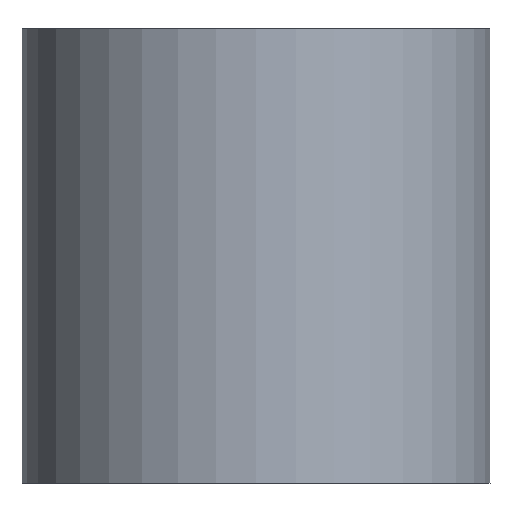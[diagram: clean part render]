
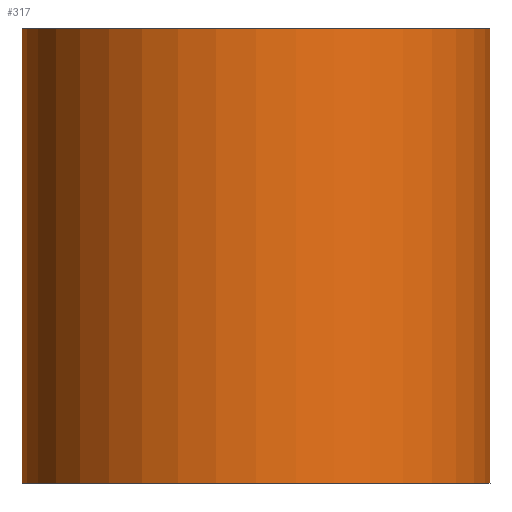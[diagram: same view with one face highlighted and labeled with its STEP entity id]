
A CAD part, left-side view. The second image highlights one B-rep face of the part: STEP entity #317.
In plain terms, the highlighted cylindrical face has radius 16.75 mm (diameter 33.5 mm), a partial arc.
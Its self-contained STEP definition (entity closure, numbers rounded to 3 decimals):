
#16=B_SPLINE_CURVE_WITH_KNOTS('',3,(#661,#662,#663,#664,#665,#666,#667,
#668,#669,#670),.UNSPECIFIED.,.F.,.F.,(4,3,3,4),(-11.528,-11.051,
-10.454,-10.378),.UNSPECIFIED.);
#17=B_SPLINE_CURVE_WITH_KNOTS('',3,(#672,#673,#674,#675,#676,#677,#678,
#679,#680,#681,#682,#683,#684,#685,#686,#687,#688,#689,#690),
 .UNSPECIFIED.,.F.,.F.,(4,3,3,3,3,3,4),(-10.378,-9.856,
-9.558,-9.259,-8.662,-8.064,
-7.289),.UNSPECIFIED.);
#23=B_SPLINE_CURVE_WITH_KNOTS('',3,(#757,#758,#759,#760,#761,#762,#763,
#764,#765,#766,#767,#768,#769,#770,#771,#772),.UNSPECIFIED.,.F.,.F.,(4,
2,2,2,2,2,2,4),(-17.8,-17.587,-16.843,-16.391,
-15.813,-15.628,-15.195,-14.71),
 .UNSPECIFIED.);
#24=B_SPLINE_CURVE_WITH_KNOTS('',3,(#773,#774,#775,#776,#777,#778,#779,
#780,#781,#782,#783,#784,#785),.UNSPECIFIED.,.F.,.F.,(4,3,3,3,4),(-14.71,
-14.635,-14.038,-13.739,-13.561),
 .UNSPECIFIED.);
#57=FACE_OUTER_BOUND('',#78,.T.);
#78=EDGE_LOOP('',(#235,#236,#237,#238,#239,#240));
#127=CIRCLE('',#356,16.75);
#128=CIRCLE('',#357,16.75);
#142=VERTEX_POINT('',#638);
#143=VERTEX_POINT('',#639);
#144=VERTEX_POINT('',#660);
#145=VERTEX_POINT('',#671);
#149=VERTEX_POINT('',#743);
#150=VERTEX_POINT('',#756);
#176=EDGE_CURVE('',#142,#144,#16,.T.);
#177=EDGE_CURVE('',#144,#145,#17,.T.);
#183=EDGE_CURVE('',#149,#150,#23,.T.);
#184=EDGE_CURVE('',#150,#143,#24,.T.);
#185=EDGE_CURVE('',#149,#145,#127,.T.);
#186=EDGE_CURVE('',#143,#142,#128,.T.);
#235=ORIENTED_EDGE('',*,*,#184,.F.);
#236=ORIENTED_EDGE('',*,*,#183,.F.);
#237=ORIENTED_EDGE('',*,*,#185,.T.);
#238=ORIENTED_EDGE('',*,*,#177,.F.);
#239=ORIENTED_EDGE('',*,*,#176,.F.);
#240=ORIENTED_EDGE('',*,*,#186,.F.);
#304=CYLINDRICAL_SURFACE('',#355,16.75);
#317=ADVANCED_FACE('',(#57),#304,.T.);
#355=AXIS2_PLACEMENT_3D('',#786,#402,#403);
#356=AXIS2_PLACEMENT_3D('',#787,#404,#405);
#357=AXIS2_PLACEMENT_3D('',#788,#406,#407);
#402=DIRECTION('center_axis',(0.,0.,1.));
#403=DIRECTION('ref_axis',(-1.,0.,0.));
#404=DIRECTION('center_axis',(0.,0.,1.));
#405=DIRECTION('ref_axis',(1.,0.,0.));
#406=DIRECTION('center_axis',(0.,0.,1.));
#407=DIRECTION('ref_axis',(1.,0.,0.));
#638=CARTESIAN_POINT('',(15.303,-6.811,32.5));
#639=CARTESIAN_POINT('',(15.303,6.811,32.5));
#660=CARTESIAN_POINT('',(11.75,-11.937,25.132));
#661=CARTESIAN_POINT('Ctrl Pts',(15.303,-6.812,32.5));
#662=CARTESIAN_POINT('Ctrl Pts',(14.892,-7.735,31.755));
#663=CARTESIAN_POINT('Ctrl Pts',(14.418,-8.573,30.874));
#664=CARTESIAN_POINT('Ctrl Pts',(13.918,-9.32,29.891));
#665=CARTESIAN_POINT('Ctrl Pts',(13.291,-10.256,28.659));
#666=CARTESIAN_POINT('Ctrl Pts',(12.622,-11.05,27.266));
#667=CARTESIAN_POINT('Ctrl Pts',(11.987,-11.699,25.721));
#668=CARTESIAN_POINT('Ctrl Pts',(11.908,-11.781,25.527));
#669=CARTESIAN_POINT('Ctrl Pts',(11.828,-11.86,25.33));
#670=CARTESIAN_POINT('Ctrl Pts',(11.75,-11.937,25.131));
#671=CARTESIAN_POINT('',(15.303,-6.811,0.));
#672=CARTESIAN_POINT('Ctrl Pts',(11.75,-11.937,25.131));
#673=CARTESIAN_POINT('Ctrl Pts',(11.205,-12.473,23.746));
#674=CARTESIAN_POINT('Ctrl Pts',(10.702,-12.893,22.245));
#675=CARTESIAN_POINT('Ctrl Pts',(10.347,-13.172,20.623));
#676=CARTESIAN_POINT('Ctrl Pts',(10.144,-13.332,19.696));
#677=CARTESIAN_POINT('Ctrl Pts',(9.99,-13.445,18.729));
#678=CARTESIAN_POINT('Ctrl Pts',(9.913,-13.502,17.741));
#679=CARTESIAN_POINT('Ctrl Pts',(9.836,-13.558,16.753));
#680=CARTESIAN_POINT('Ctrl Pts',(9.836,-13.558,15.744));
#681=CARTESIAN_POINT('Ctrl Pts',(9.913,-13.502,14.759));
#682=CARTESIAN_POINT('Ctrl Pts',(10.066,-13.389,12.789));
#683=CARTESIAN_POINT('Ctrl Pts',(10.525,-13.052,10.912));
#684=CARTESIAN_POINT('Ctrl Pts',(11.084,-12.558,9.208));
#685=CARTESIAN_POINT('Ctrl Pts',(11.644,-12.064,7.504));
#686=CARTESIAN_POINT('Ctrl Pts',(12.304,-11.413,5.972));
#687=CARTESIAN_POINT('Ctrl Pts',(12.956,-10.618,4.582));
#688=CARTESIAN_POINT('Ctrl Pts',(13.802,-9.586,2.776));
#689=CARTESIAN_POINT('Ctrl Pts',(14.634,-8.311,1.21));
#690=CARTESIAN_POINT('Ctrl Pts',(15.302,-6.811,0.));
#743=CARTESIAN_POINT('',(15.303,6.811,0.));
#756=CARTESIAN_POINT('',(11.75,11.937,25.132));
#757=CARTESIAN_POINT('Ctrl Pts',(15.303,6.811,0.));
#758=CARTESIAN_POINT('Ctrl Pts',(15.119,7.225,0.334));
#759=CARTESIAN_POINT('Ctrl Pts',(14.922,7.621,0.695));
#760=CARTESIAN_POINT('Ctrl Pts',(13.999,9.319,2.42));
#761=CARTESIAN_POINT('Ctrl Pts',(13.166,10.423,4.042));
#762=CARTESIAN_POINT('Ctrl Pts',(11.874,11.836,7.012));
#763=CARTESIAN_POINT('Ctrl Pts',(11.397,12.287,8.22));
#764=CARTESIAN_POINT('Ctrl Pts',(10.454,13.106,11.183));
#765=CARTESIAN_POINT('Ctrl Pts',(10.033,13.414,13.016));
#766=CARTESIAN_POINT('Ctrl Pts',(9.858,13.542,15.541));
#767=CARTESIAN_POINT('Ctrl Pts',(9.845,13.551,16.157));
#768=CARTESIAN_POINT('Ctrl Pts',(9.902,13.51,18.214));
#769=CARTESIAN_POINT('Ctrl Pts',(10.112,13.359,19.638));
#770=CARTESIAN_POINT('Ctrl Pts',(10.776,12.831,22.463));
#771=CARTESIAN_POINT('Ctrl Pts',(11.246,12.433,23.847));
#772=CARTESIAN_POINT('Ctrl Pts',(11.75,11.937,25.132));
#773=CARTESIAN_POINT('Ctrl Pts',(11.75,11.937,25.131));
#774=CARTESIAN_POINT('Ctrl Pts',(11.828,11.86,25.33));
#775=CARTESIAN_POINT('Ctrl Pts',(11.908,11.781,25.526));
#776=CARTESIAN_POINT('Ctrl Pts',(11.987,11.699,25.72));
#777=CARTESIAN_POINT('Ctrl Pts',(12.622,11.05,27.264));
#778=CARTESIAN_POINT('Ctrl Pts',(13.29,10.257,28.659));
#779=CARTESIAN_POINT('Ctrl Pts',(13.917,9.32,29.891));
#780=CARTESIAN_POINT('Ctrl Pts',(14.231,8.852,30.507));
#781=CARTESIAN_POINT('Ctrl Pts',(14.534,8.348,31.082));
#782=CARTESIAN_POINT('Ctrl Pts',(14.818,7.81,31.61));
#783=CARTESIAN_POINT('Ctrl Pts',(14.987,7.489,31.924));
#784=CARTESIAN_POINT('Ctrl Pts',(15.149,7.156,32.221));
#785=CARTESIAN_POINT('Ctrl Pts',(15.303,6.811,32.5));
#786=CARTESIAN_POINT('Origin',(0.,0.,0.));
#787=CARTESIAN_POINT('Origin',(0.,0.,0.));
#788=CARTESIAN_POINT('Origin',(0.,0.,32.5));
